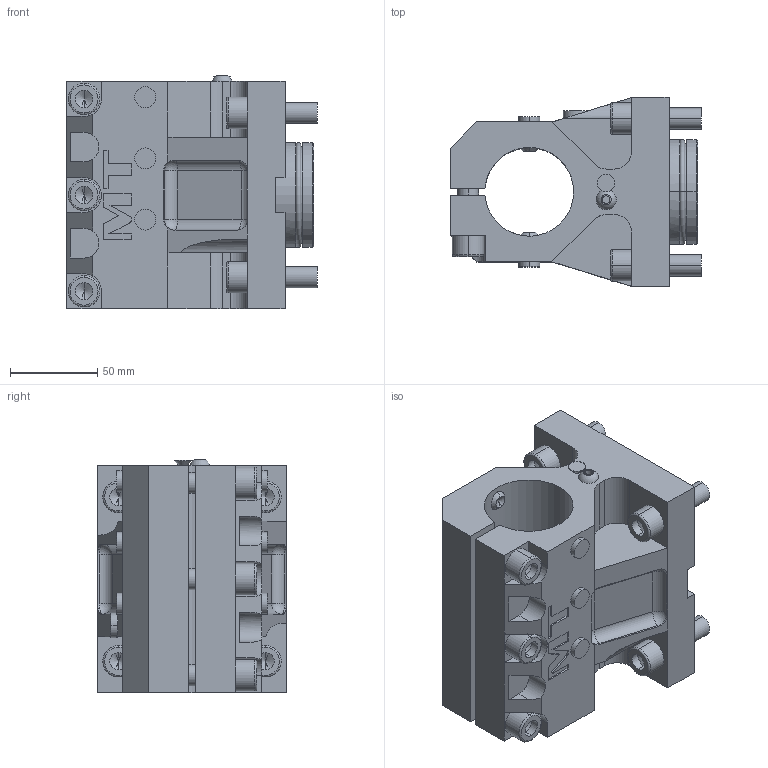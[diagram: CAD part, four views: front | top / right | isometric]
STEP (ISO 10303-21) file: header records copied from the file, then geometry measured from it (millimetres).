
FILE_DESCRIPTION((''),'2;1');
FILE_NAME('MNL0115080_CONF','2023-02-20T11:58:58',('sterribile'),('M.T. srl'),'CREO PARAMETRIC BY PTC INC, 2021072','CREO PARAMETRIC BY PTC INC, 2021072','');
FILE_SCHEMA(('CONFIG_CONTROL_DESIGN'));
Length unit declared in the file: millimetre
Products named in the file (1): MNL0115080_CONF
Bounding box: 143.5 x 108 x 133.55 mm (x, y, z)
Volume: 1032210.3 mm3; surface area: 122688.8 mm2
Topology: 1 solids, 1 shells, 341 faces, 835 edges, 515 vertices
Faces by surface type: plane 158, cylinder 108, cone 42, torus 20, sphere 9, extrusion 4
Entity records: 10421 total; most frequent: CARTESIAN_POINT 2313, DIRECTION 1731, ORIENTED_EDGE 1618, EDGE_CURVE 809, AXIS2_PLACEMENT_3D 621, VERTEX_POINT 515, VECTOR 489, LINE 485
